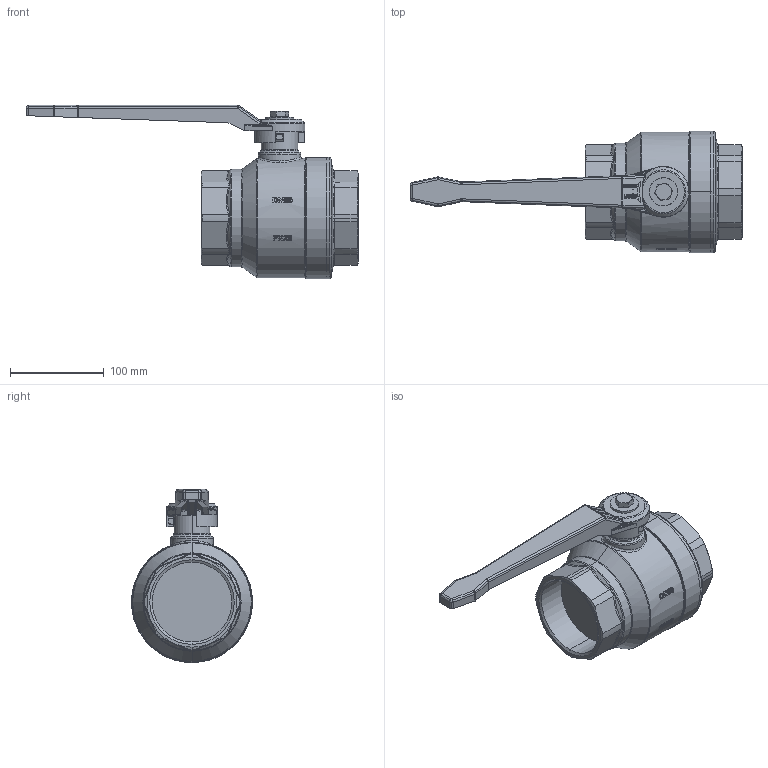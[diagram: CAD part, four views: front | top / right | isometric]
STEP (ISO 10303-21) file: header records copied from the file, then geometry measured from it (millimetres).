
FILE_DESCRIPTION(('HOOPS Exchange Step'),'2;1');
FILE_NAME('GK0100_DN80.stp','2025-05-20T16:31:29+02:00',('nieru'),('Unknown organisation'),'HOOPS Exchange 2024.2','HOOPS Exchange','Unknown authorisation');
FILE_SCHEMA( ('AP203_CONFIGURATION_CONTROLLED_3D_DESIGN_OF_MECHANICAL_PARTS_AND_ASSEMBLIES_MIM_LF') );
Length unit declared in the file: millimetre
Products named in the file (2): 0; root
Assembly tree (1 placements, depth 2):
  root
    0
Bounding box: 353.5 x 129 x 184.5 mm (x, y, z)
Volume: 1540598.5 mm3; surface area: 135908.7 mm2
Topology: 1 solids, 1 shells, 786 faces, 2054 edges, 1309 vertices
Faces by surface type: bspline 220, cylinder 213, plane 209, torus 56, cone 46, sphere 42
Entity records: 31909 total; most frequent: CARTESIAN_POINT 15020, ORIENTED_EDGE 4100, DIRECTION 2635, EDGE_CURVE 2050, VERTEX_POINT 1309, AXIS2_PLACEMENT_3D 1054, B_SPLINE_CURVE_WITH_KNOTS 928, EDGE_LOOP 833
